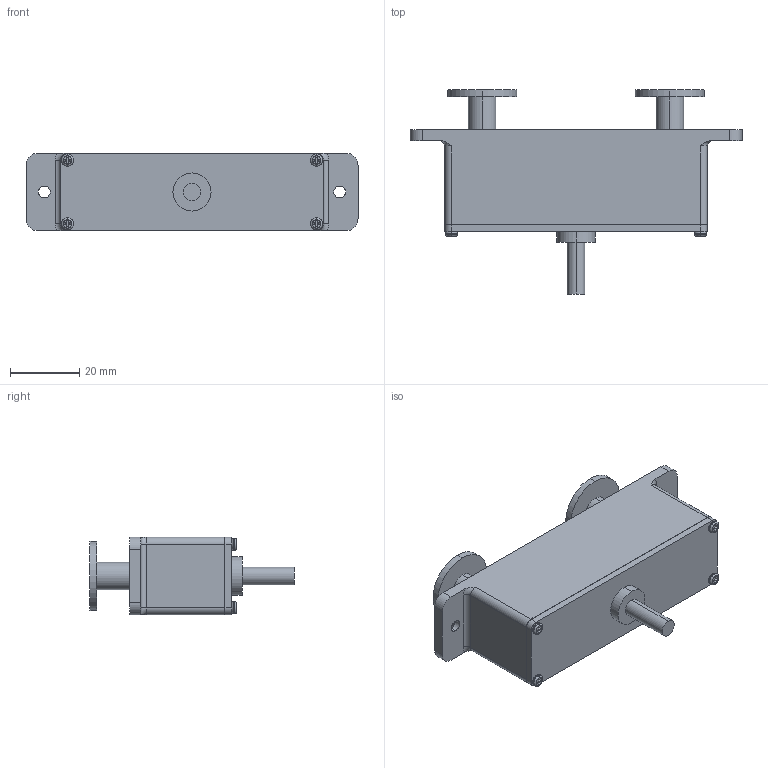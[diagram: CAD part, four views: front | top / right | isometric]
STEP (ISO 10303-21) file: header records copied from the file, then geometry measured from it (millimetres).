
FILE_DESCRIPTION (( 'STEP AP203' ), '1' );
FILE_NAME ('MB.STEP', '2017-10-05T09:45:10', ( 'admin' ), ( 'Hewlett-Packard Company' ), 'SwSTEP 2.0', 'SolidWorks 2016', '' );
FILE_SCHEMA (( 'CONFIG_CONTROL_DESIGN' ));
Length unit declared in the file: millimetre
Products named in the file (1): MB
Bounding box: 96 x 59 x 22.4 mm (x, y, z)
Volume: 54260.3 mm3; surface area: 12361.6 mm2
Topology: 1 solids, 1 shells, 156 faces, 387 edges, 250 vertices
Faces by surface type: plane 90, cylinder 42, torus 20, cone 4
Entity records: 4736 total; most frequent: CARTESIAN_POINT 830, DIRECTION 821, ORIENTED_EDGE 774, EDGE_CURVE 387, AXIS2_PLACEMENT_3D 281, LINE 259, VECTOR 259, VERTEX_POINT 250
